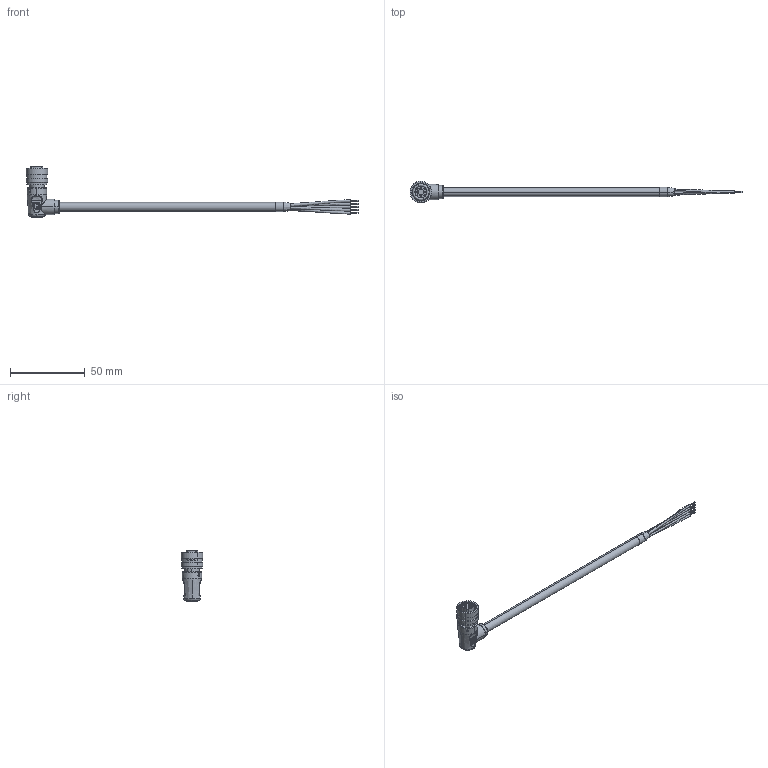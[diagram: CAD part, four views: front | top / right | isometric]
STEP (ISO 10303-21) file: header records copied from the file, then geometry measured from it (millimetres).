
FILE_DESCRIPTION (( 'STEP AP203' ), '1' );
FILE_NAME ('10-04705_revA.STEP', '2022-01-24T18:55:36', ( '' ), ( '' ), 'SwSTEP 2.0', 'SolidWorks 2021', '' );
FILE_SCHEMA (( 'CONFIG_CONTROL_DESIGN' ));
Length unit declared in the file: millimetre
Products named in the file (9): 50-00980-02_For STEP file; 50-00980-03___; 30-01578_M12 (50 with 5mm tinned); 50-00980-01___; 10-04705_revA; 50-00980-04___; 50-00980_STEP; 24-00361; 50-00980-05___
Assembly tree (11 placements, depth 3):
  10-04705_revA
    30-01578_M12 (50 with 5mm tinned)
    24-00361
    50-00980_STEP
      50-00980-01___
      50-00980-02_For STEP file
      50-00980-03___  x4
      50-00980-04___
      50-00980-05___
Bounding box: 222.25 x 14.49 x 34 mm (x, y, z)
Volume: 9726 mm3; surface area: 42042.1 mm2
Topology: 195 solids, 195 shells, 1739 faces, 3790 edges, 2472 vertices
Faces by surface type: cylinder 915, plane 572, bspline 102, torus 93, cone 56, sphere 1
Entity records: 46939 total; most frequent: CARTESIAN_POINT 12497, DIRECTION 7491, ORIENTED_EDGE 6278, AXIS2_PLACEMENT_3D 3196, EDGE_CURVE 3139, VERTEX_POINT 2064, EDGE_LOOP 1879, CIRCLE 1781
